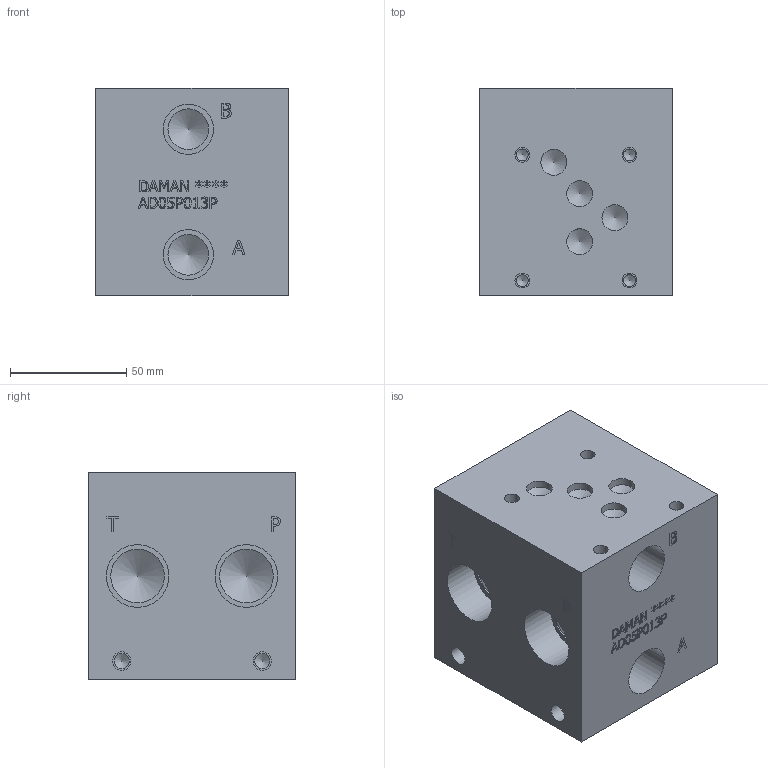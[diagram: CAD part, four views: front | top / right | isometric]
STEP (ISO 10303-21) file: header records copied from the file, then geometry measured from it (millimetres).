
FILE_DESCRIPTION(/* description */ (''),/* implementation_level */ '2;1');
FILE_NAME(/* name */ '_D05P013P.stp',/* time_stamp */ '2022-10-14T09:38:02-04:00',/* author */ ('bobbyh'),/* organization */ (''),/* preprocessor_version */ 'ST-DEVELOPER v18',/* originating_system */ 'Autodesk Inventor 2020',/* authorisation */ '');
FILE_SCHEMA (('AUTOMOTIVE_DESIGN { 1 0 10303 214 3 1 1 }'));
Length unit declared in the file: millimetre
Products named in the file (1): Part_AD05P013P.C03350R6_3D
Bounding box: 82.55 x 88.9 x 88.9 mm (x, y, z)
Volume: 592036.5 mm3; surface area: 56929.8 mm2
Topology: 1 solids, 1 shells, 461 faces, 1253 edges, 846 vertices
Faces by surface type: plane 292, bspline 119, cylinder 32, cone 18
Full cylindrical faces by diameter (mm): 5.105 x4, 6.35 x4, 6.528 x4, 7.925 x4, 11.113 x1, 11.125 x3, 17.475 x2, 21.59 x2, 23.012 x4, 26.924 x4
Entity records: 15422 total; most frequent: CARTESIAN_POINT 4090, ORIENTED_EDGE 2470, DIRECTION 1797, EDGE_CURVE 1235, LINE 883, VECTOR 883, VERTEX_POINT 846, EDGE_LOOP 531
